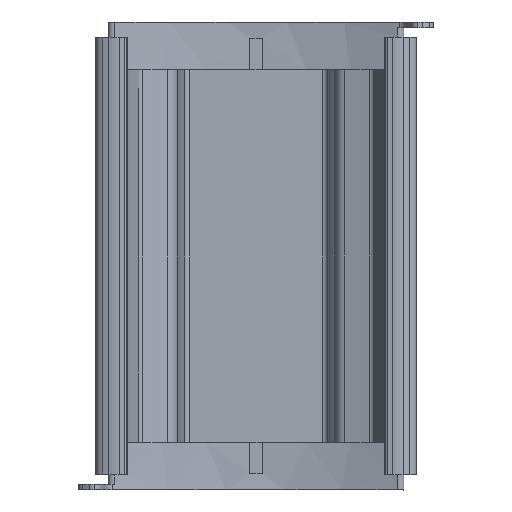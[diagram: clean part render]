
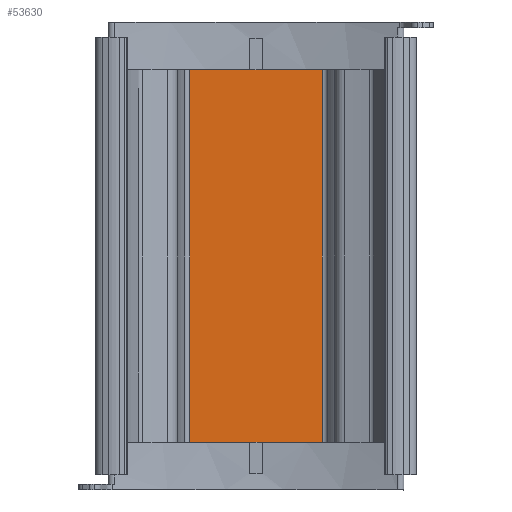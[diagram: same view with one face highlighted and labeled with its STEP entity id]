
A CAD part, front view. The second image highlights one B-rep face of the part: STEP entity #53630.
In plain terms, the highlighted face is planar.
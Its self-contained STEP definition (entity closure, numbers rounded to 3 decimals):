
#4500=CARTESIAN_POINT('',(8.875,63.814,
-35.7));
#4510=VERTEX_POINT('',#4500);
#4540=CARTESIAN_POINT('',(8.875,33.177,
-35.7));
#4550=DIRECTION('',(0.,-1.,0.));
#4560=VECTOR('',#4550,1.);
#4570=LINE('',#4540,#4560);
#4580=CARTESIAN_POINT('',(8.875,36.186,
-35.7));
#4590=VERTEX_POINT('',#4580);
#4600=EDGE_CURVE('',#4510,#4590,#4570,.T.);
#33690=CARTESIAN_POINT('',(86.675,36.186,
-35.7));
#33700=VERTEX_POINT('',#33690);
#33730=CARTESIAN_POINT('',(86.675,33.177,
-35.7));
#33740=DIRECTION('',(0.,-1.,0.));
#33750=VECTOR('',#33740,1.);
#33760=LINE('',#33730,#33750);
#33770=CARTESIAN_POINT('',(86.675,63.814,
-35.7));
#33780=VERTEX_POINT('',#33770);
#33790=EDGE_CURVE('',#33780,#33700,#33760,.T.);
#53280=CARTESIAN_POINT('',(44.875,63.814,
-35.7));
#53290=DIRECTION('',(1.,0.,0.));
#53300=VECTOR('',#53290,1.);
#53310=LINE('',#53280,#53300);
#53320=EDGE_CURVE('',#4510,#33780,#53310,.T.);
#53470=CARTESIAN_POINT('',(-96.025,50.,
-35.7));
#53480=DIRECTION('',(0.,0.,-1.));
#53490=DIRECTION('',(0.,1.,0.));
#53500=AXIS2_PLACEMENT_3D('',#53470,#53480,#53490);
#53510=PLANE('',#53500);
#53520=ORIENTED_EDGE('',*,*,#53320,.F.);
#53530=ORIENTED_EDGE('',*,*,#33790,.F.);
#53540=CARTESIAN_POINT('',(-96.025,36.186,
-35.7));
#53550=DIRECTION('',(-1.,0.,0.));
#53560=VECTOR('',#53550,1.);
#53570=LINE('',#53540,#53560);
#53580=EDGE_CURVE('',#33700,#4590,#53570,.T.);
#53590=ORIENTED_EDGE('',*,*,#53580,.F.);
#53600=ORIENTED_EDGE('',*,*,#4600,.T.);
#53610=EDGE_LOOP('',(#53600,#53590,#53530,#53520));
#53620=FACE_OUTER_BOUND('',#53610,.T.);
#53630=ADVANCED_FACE('',(#53620),#53510,.F.);
